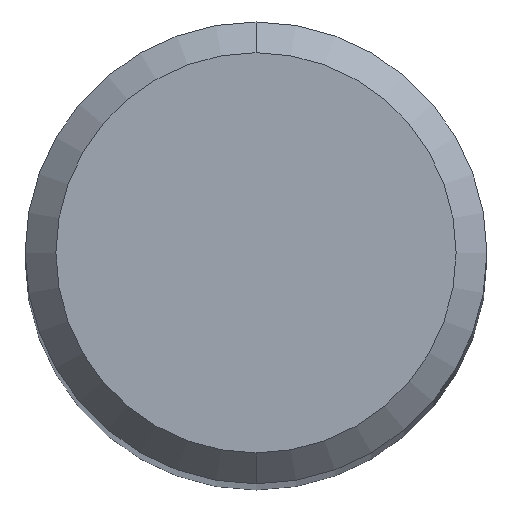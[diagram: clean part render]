
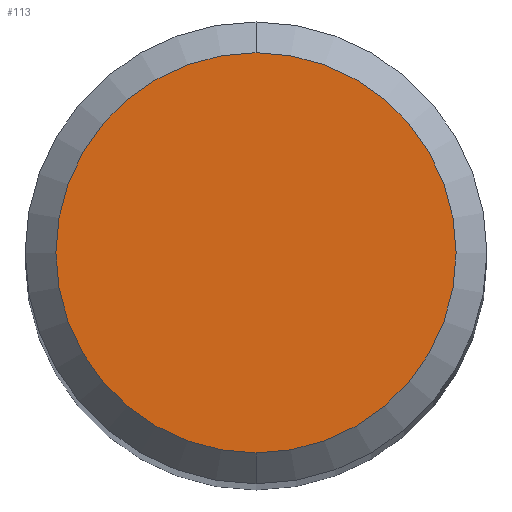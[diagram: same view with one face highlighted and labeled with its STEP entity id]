
A CAD part, top view. The second image highlights one B-rep face of the part: STEP entity #113.
In plain terms, the highlighted planar face has unit normal (0, 0, 1).
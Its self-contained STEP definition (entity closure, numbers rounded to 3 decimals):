
#113=ADVANCED_FACE('',(#265),#266,.T.);
#117=EDGE_CURVE('',#125,#157,#271,.T.);
#119=EDGE_CURVE('',#157,#125,#273,.T.);
#125=VERTEX_POINT('',#280);
#157=VERTEX_POINT('',#315);
#265=FACE_OUTER_BOUND('',#433,.T.);
#266=PLANE('',#434);
#271=CIRCLE('',#440,2.6);
#273=CIRCLE('',#443,2.6);
#280=CARTESIAN_POINT('',(0.0,2.6,0.0));
#315=CARTESIAN_POINT('',(0.,-2.6,0.0));
#433=EDGE_LOOP('',(#624,#625));
#434=AXIS2_PLACEMENT_3D('',#626,#627,#628);
#440=AXIS2_PLACEMENT_3D('',#635,#636,#637);
#443=AXIS2_PLACEMENT_3D('',#638,#639,#640);
#624=ORIENTED_EDGE('',*,*,#117,.F.);
#625=ORIENTED_EDGE('',*,*,#119,.F.);
#626=CARTESIAN_POINT('',(0.0,1.3,0.0));
#627=DIRECTION('',(-0.0,0.0,1.0));
#628=DIRECTION('',(0.0,-1.0,0.0));
#635=CARTESIAN_POINT('',(0.0,0.0,0.0));
#636=DIRECTION('',(0.0,0.0,-1.0));
#637=DIRECTION('',(0.0,1.0,0.0));
#638=CARTESIAN_POINT('',(0.0,0.0,0.0));
#639=DIRECTION('',(0.0,0.0,-1.0));
#640=DIRECTION('',(0.0,1.0,0.0));
